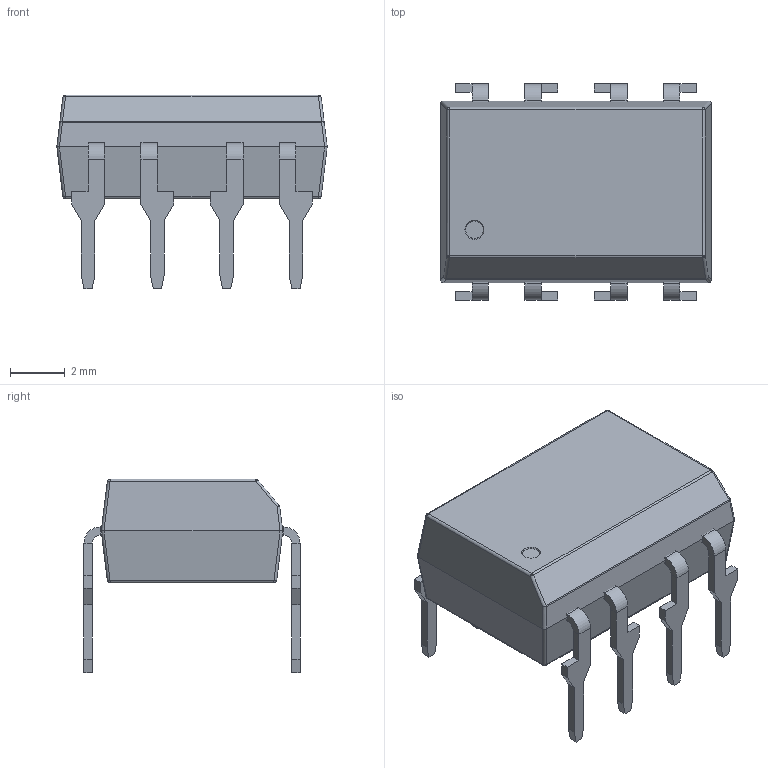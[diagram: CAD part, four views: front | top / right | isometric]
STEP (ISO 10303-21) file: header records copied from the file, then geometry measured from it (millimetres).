
FILE_DESCRIPTION(('STEP AP214'), '1');
FILE_NAME('DIP-OC', '2020-05-06T06:48:15', ('AF'), (''), 'UNSPECIFIED', 'UNSPECIFIED', '');
FILE_SCHEMA(('AUTOMOTIVE_DESIGN { 1 0 10303 214 3 1 1}'));
Length unit declared in the file: millimetre
Bounding box: 9.91 x 7.92 x 7.1 mm (x, y, z)
Volume: 241.2 mm3; surface area: 322.1 mm2
Topology: 9 solids, 9 shells, 218 faces, 509 edges, 300 vertices
Faces by surface type: plane 172, cylinder 35, bspline 8, sphere 2, cone 1
Entity records: 7968 total; most frequent: CARTESIAN_POINT 1207, ORIENTED_EDGE 996, DIRECTION 968, EDGE_CURVE 498, LINE 426, VECTOR 426, VERTEX_POINT 300, AXIS2_PLACEMENT_3D 271
